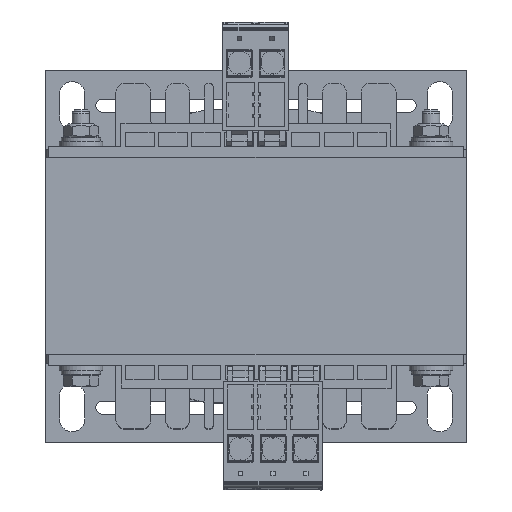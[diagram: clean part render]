
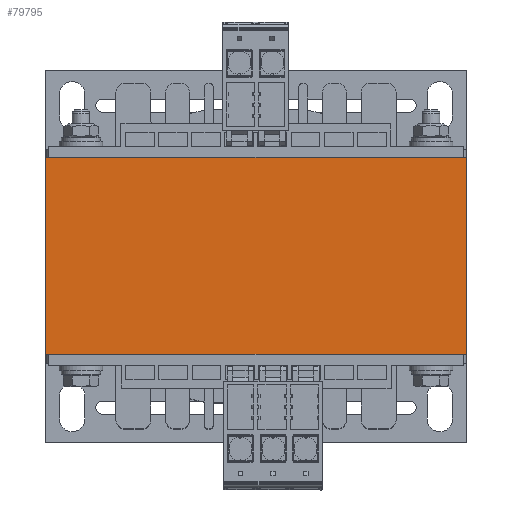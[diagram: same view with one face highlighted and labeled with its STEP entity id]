
A CAD part, top view. The second image highlights one B-rep face of the part: STEP entity #79795.
In plain terms, the highlighted planar face has unit normal (0, 0, 1).
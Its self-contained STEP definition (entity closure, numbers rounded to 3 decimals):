
#2757=FACE_OUTER_BOUND('',#6835,.T.);
#6835=EDGE_LOOP('',(#49710,#49711,#49712,#49713));
#11070=LINE('',#110236,#20926);
#11101=LINE('',#110314,#20957);
#11102=LINE('',#110316,#20958);
#11103=LINE('',#110317,#20959);
#20926=VECTOR('',#89578,1.);
#20957=VECTOR('',#89651,1.);
#20958=VECTOR('',#89652,1.);
#20959=VECTOR('',#89653,1.);
#30781=VERTEX_POINT('',#110232);
#30783=VERTEX_POINT('',#110235);
#30809=VERTEX_POINT('',#110313);
#30810=VERTEX_POINT('',#110315);
#38220=EDGE_CURVE('',#30783,#30781,#11070,.T.);
#38259=EDGE_CURVE('',#30809,#30781,#11101,.T.);
#38260=EDGE_CURVE('',#30809,#30810,#11102,.T.);
#38261=EDGE_CURVE('',#30810,#30783,#11103,.T.);
#49710=ORIENTED_EDGE('',*,*,#38259,.F.);
#49711=ORIENTED_EDGE('',*,*,#38260,.T.);
#49712=ORIENTED_EDGE('',*,*,#38261,.T.);
#49713=ORIENTED_EDGE('',*,*,#38220,.T.);
#72509=PLANE('',#84193);
#79795=ADVANCED_FACE('',(#2757),#72509,.T.);
#84193=AXIS2_PLACEMENT_3D('',#110312,#89649,#89650);
#89578=DIRECTION('',(1.,0.,0.));
#89649=DIRECTION('center_axis',(0.,0.,1.));
#89650=DIRECTION('ref_axis',(0.,-1.,0.));
#89651=DIRECTION('',(0.,-1.,0.));
#89652=DIRECTION('',(-1.,0.,0.));
#89653=DIRECTION('',(0.,-1.,0.));
#110232=CARTESIAN_POINT('',(34.423,-255.728,57.5));
#110235=CARTESIAN_POINT('',(-61.577,-255.728,57.5));
#110236=CARTESIAN_POINT('',(34.423,-255.728,57.5));
#110312=CARTESIAN_POINT('Origin',(-61.577,-210.728,57.5));
#110313=CARTESIAN_POINT('',(34.423,-210.728,57.5));
#110314=CARTESIAN_POINT('',(34.423,-210.728,57.5));
#110315=CARTESIAN_POINT('',(-61.577,-210.728,57.5));
#110316=CARTESIAN_POINT('',(34.423,-210.728,57.5));
#110317=CARTESIAN_POINT('',(-61.577,-210.728,57.5));
